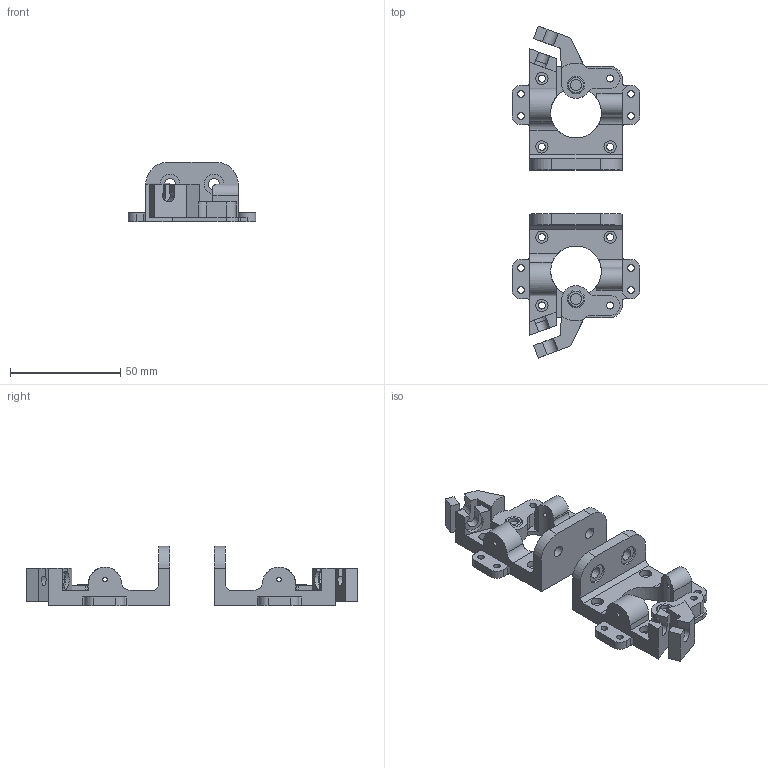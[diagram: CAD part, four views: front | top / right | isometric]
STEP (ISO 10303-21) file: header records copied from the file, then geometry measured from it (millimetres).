
FILE_DESCRIPTION(/* description */ (''),/* implementation_level */ '2;1');
FILE_NAME(/* name */ 'C-Bot Direct Drive Extruder.stp',/* time_stamp */ '2015-10-18T17:51:46+01:00',/* author */ (''),/* organization */ (''),/* preprocessor_version */ 'ST-DEVELOPER v15.2',/* originating_system */ 'Autodesk Translator Framework v2.0.0.5431',/* authorisation */ '');
FILE_SCHEMA (('AUTOMOTIVE_DESIGN { 1 0 10303 214 3 1 1 }'));
Length unit declared in the file: centimetre
Products named in the file (1): C-Bot Direct Drive Extruder
Bounding box: 58 x 150.63 x 27 mm (x, y, z)
Volume: 41470.7 mm3; surface area: 22941.5 mm2
Topology: 4 solids, 4 shells, 198 faces, 534 edges, 358 vertices
Faces by surface type: plane 106, cylinder 90, cone 2
Full cylindrical faces by diameter (mm): 2 x4, 3 x8, 3.2 x10, 5 x2, 5.2 x4, 5.6 x6, 9 x6, 23 x2
Entity records: 6293 total; most frequent: CARTESIAN_POINT 1255, DIRECTION 1050, ORIENTED_EDGE 964, EDGE_CURVE 482, AXIS2_PLACEMENT_3D 381, VERTEX_POINT 350, EDGE_LOOP 312, LINE 288
